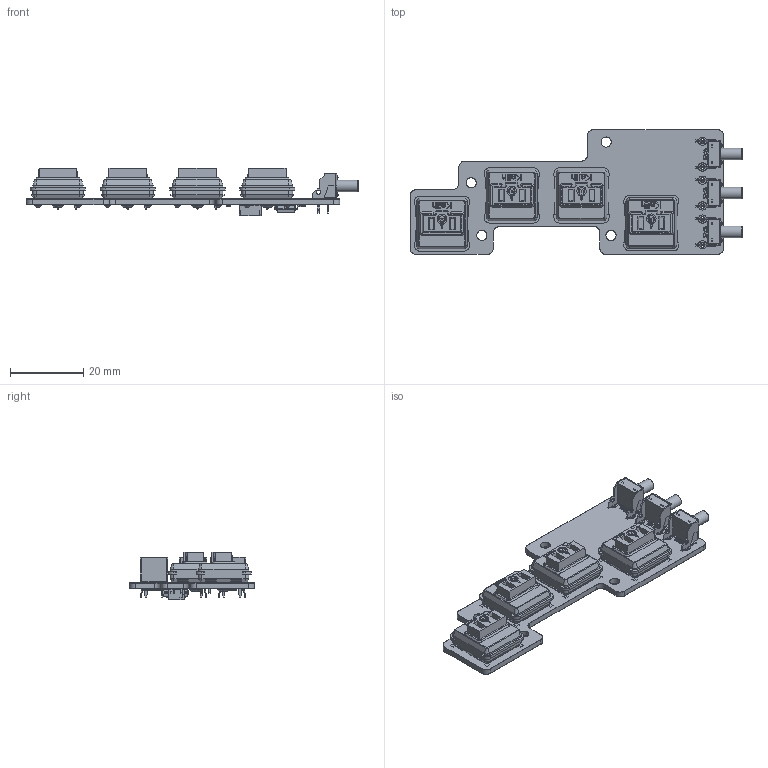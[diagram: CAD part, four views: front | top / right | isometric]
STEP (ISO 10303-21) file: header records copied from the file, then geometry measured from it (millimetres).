
FILE_DESCRIPTION(('KiCad electronic assembly'),'2;1');
FILE_NAME('c7k.step','2025-03-26T16:11:46',('Pcbnew'),('Kicad'), 'Open CASCADE STEP processor 7.8','KiCad to STEP converter','Unknown' );
FILE_SCHEMA(('AUTOMOTIVE_DESIGN { 1 0 10303 214 1 1 1 1 }'));
Length unit declared in the file: millimetre
Products named in the file (11): c7k 1; SW_Tactile_SPST_Angled_PTS645Vx83-2LFS; Kailh LP Choc Burnt Orange; R_0805_2012Metric; SSOP-20_5.3x7.2mm_P0.65mm; SPARKFUN_QWIIC_RIGHT_ANGLE; c7k_copper; c7k_pad; c7k_silkscreen; c7k_soldermask; c7k_PCB
Assembly tree (20 placements, depth 2):
  c7k 1
    SW_Tactile_SPST_Angled_PTS645Vx83-2LFS  x3
    Kailh LP Choc Burnt Orange  x4
    R_0805_2012Metric  x6
    SSOP-20_5.3x7.2mm_P0.65mm
    SPARKFUN_QWIIC_RIGHT_ANGLE
    c7k_copper
    c7k_pad
    c7k_silkscreen
    c7k_soldermask
    c7k_PCB
Bounding box: 90.4 x 34 x 12.88 mm (x, y, z)
Volume: 8035.7 mm3; surface area: 14956.5 mm2
Topology: 112 solids, 218 shells, 3182 faces, 9729 edges, 7000 vertices
Faces by surface type: plane 2175, cylinder 752, cone 128, bspline 112, sphere 12, torus 3
Full cylindrical faces by diameter (mm): 0.5 x1, 0.8 x12, 0.94 x18, 0.99 x12, 1 x12, 1.2 x6, 1.25 x18, 1.3 x12, 1.702 x8, 2.25 x24, 2.75 x4, 3 x8, 3.14 x3, 3.429 x4, 3.5 x3
Entity records: 79192 total; most frequent: CARTESIAN_POINT 14779, DIRECTION 12047, ORIENTED_EDGE 11289, EDGE_CURVE 6580, VERTEX_POINT 4960, LINE 4815, VECTOR 4815, AXIS2_PLACEMENT_3D 3616
